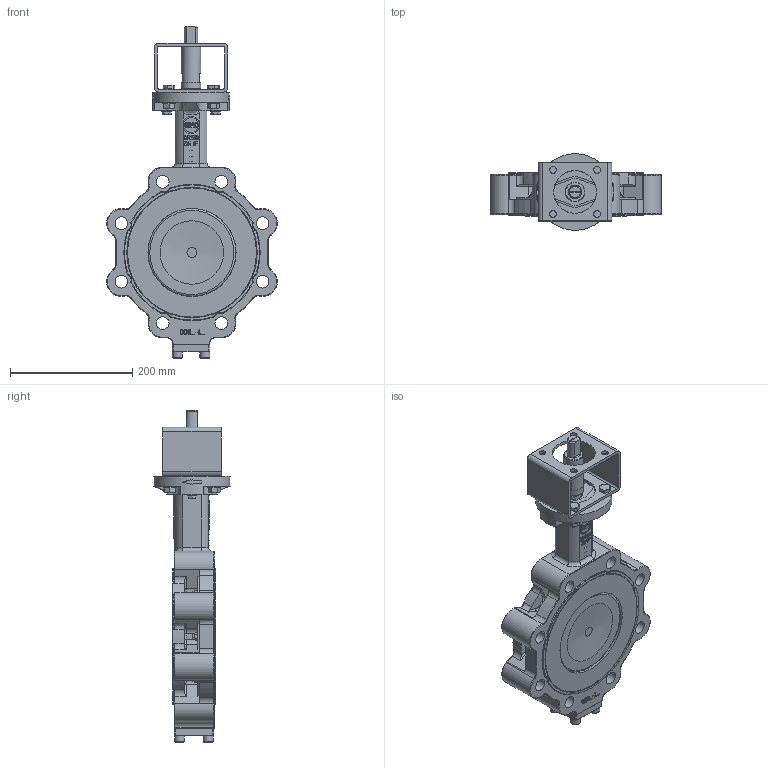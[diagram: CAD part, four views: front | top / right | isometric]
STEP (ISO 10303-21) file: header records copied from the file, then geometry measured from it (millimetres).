
FILE_DESCRIPTION(/* description */ (''),/* implementation_level */ '2;1');
FILE_NAME(/* name */ 'HP114-C DN150 PN25-40.stp',/* time_stamp */ '2018-12-03T11:19:54+01:00',/* author */ ('hellwig'),/* organization */ (''),/* preprocessor_version */ 'ST-DEVELOPER v16.5',/* originating_system */ 'Autodesk Inventor 2017',/* authorisation */ '');
FILE_SCHEMA (('CONFIG_CONTROL_DESIGN'));
Products named in the file (1): MD_M2342
Bounding box: 278.84 x 124.89 x 542.8 mm (x, y, z)
Volume: 3435918.6 mm3; surface area: 577040.4 mm2
Topology: 1 solids, 18 shells, 1867 faces, 4666 edges, 2906 vertices
Faces by surface type: plane 716, cylinder 505, bspline 262, torus 223, cone 148, sphere 13
Full cylindrical faces by diameter (mm): 4.917 x6, 6 x14, 6.647 x2, 8 x2, 8.376 x4, 8.4 x2, 9 x2, 9.188 x4, 10 x14, 10.2 x2, 10.5 x4, 11 x12, 11.63 x2, 12 x5, 12.5 x6, 15.4 x4, 16 x6, 20 x4, 20.752 x8, 24 x2, 24.05 x2, 24.1 x1, 24.2 x3, 25.05 x1, 26.1 x1, 27.35 x2, 28.5 x2, 31.95 x1, 32 x1, 33.4 x2
Entity records: 59974 total; most frequent: CARTESIAN_POINT 16852, ORIENTED_EDGE 8450, DIRECTION 8308, EDGE_CURVE 4225, AXIS2_PLACEMENT_3D 3300, VERTEX_POINT 2778, EDGE_LOOP 2355, FACE_OUTER_BOUND 1867
